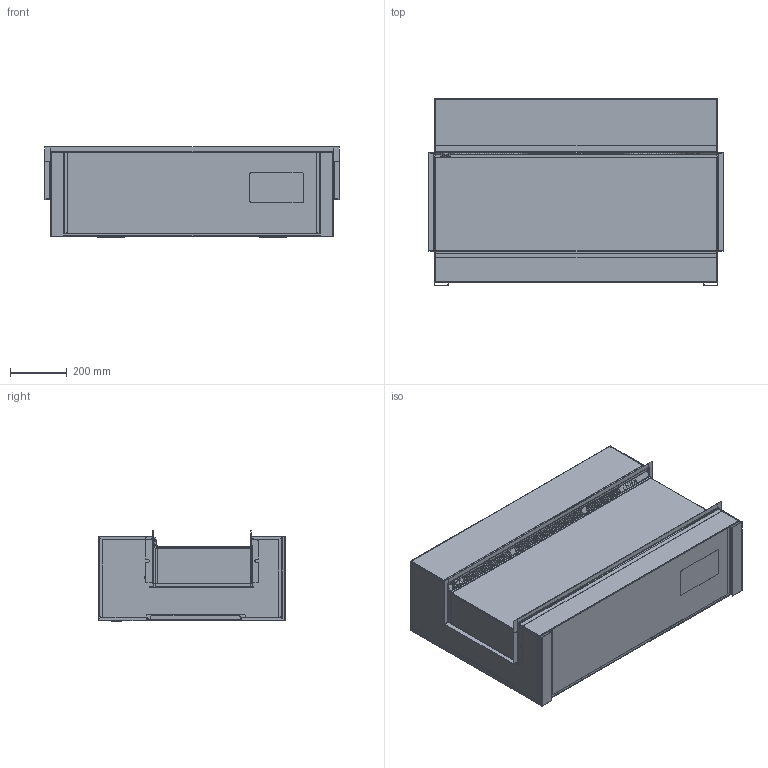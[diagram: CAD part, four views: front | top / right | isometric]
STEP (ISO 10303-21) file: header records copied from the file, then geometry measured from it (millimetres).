
FILE_DESCRIPTION (( 'STEP AP214' ), '1' );
FILE_NAME ('Dimplex Vivente 100 (3 Sided).STEP', '2023-05-10T13:28:17', ( '' ), ( '' ), 'SwSTEP 2.0', 'SolidWorks 2022', '' );
FILE_SCHEMA (( 'AUTOMOTIVE_DESIGN' ));
Length unit declared in the file: millimetre
Products named in the file (1): Dimplex Vivente 100 (3 Sided)
Bounding box: 1042 x 662 x 319.21 mm (x, y, z)
Volume: 9081331.4 mm3; surface area: 7401888.7 mm2
Topology: 25 solids, 25 shells, 2522 faces, 6231 edges, 3595 vertices
Faces by surface type: plane 1883, cylinder 587, torus 36, bspline 8, sphere 6, cone 2
Entity records: 72855 total; most frequent: CARTESIAN_POINT 12783, ORIENTED_EDGE 12448, DIRECTION 12415, EDGE_CURVE 6224, VECTOR 4943, LINE 4943, AXIS2_PLACEMENT_3D 3736, VERTEX_POINT 3594
